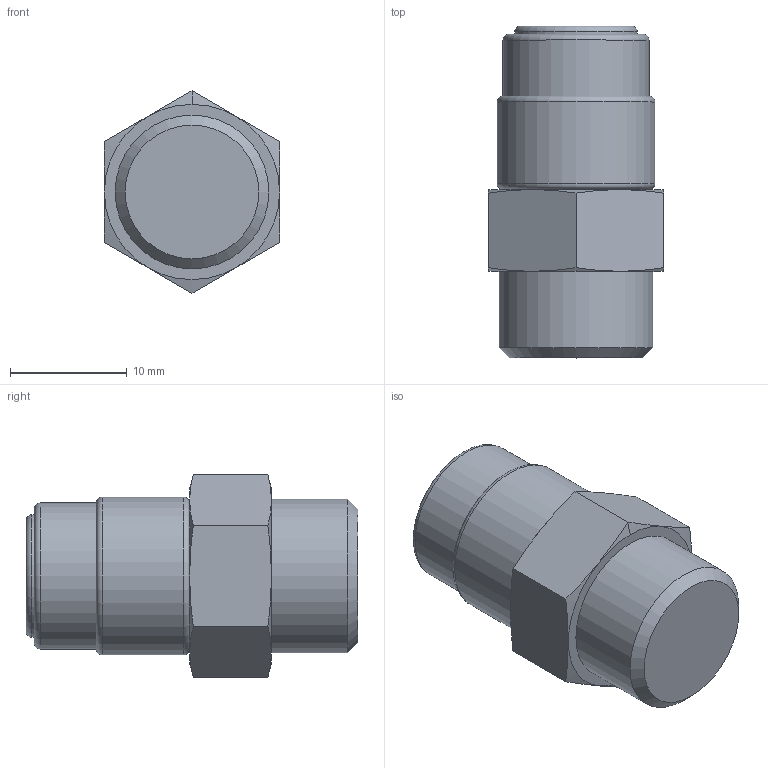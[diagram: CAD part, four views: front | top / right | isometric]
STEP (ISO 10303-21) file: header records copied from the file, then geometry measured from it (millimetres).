
FILE_DESCRIPTION(/* description */ ('Alibre Inc.'),/* implementation_level */ '2;1');
FILE_NAME(/* name */ 'export-F48FD9F9-8D9C-4513-804B-94B3C28F8887',/* time_stamp */ '2022-06-13T11:27:49+02:00',/* author */ (''),/* organization */ (''),/* preprocessor_version */ 'ST-DEVELOPER v17',/* originating_system */ 'Alibre',/* authorisation */ '');
FILE_SCHEMA (('AUTOMOTIVE_DESIGN'));
Length unit declared in the file: millimetre
Products named in the file (1): _W097052000221
Bounding box: 15 x 28.4 x 17.32 mm (x, y, z)
Volume: 4200 mm3; surface area: 1605 mm2
Topology: 1 solids, 1 shells, 34 faces, 69 edges, 40 vertices
Faces by surface type: cone 15, plane 11, cylinder 4, torus 4
Full cylindrical faces by diameter (mm): 10.5 x1, 12.5 x1, 13.157 x1, 13.5 x1
Entity records: 857 total; most frequent: CARTESIAN_POINT 191, ORIENTED_EDGE 138, DIRECTION 130, EDGE_CURVE 69, AXIS2_PLACEMENT_3D 66, VERTEX_POINT 40, EDGE_LOOP 37, FACE_BOUND 37
